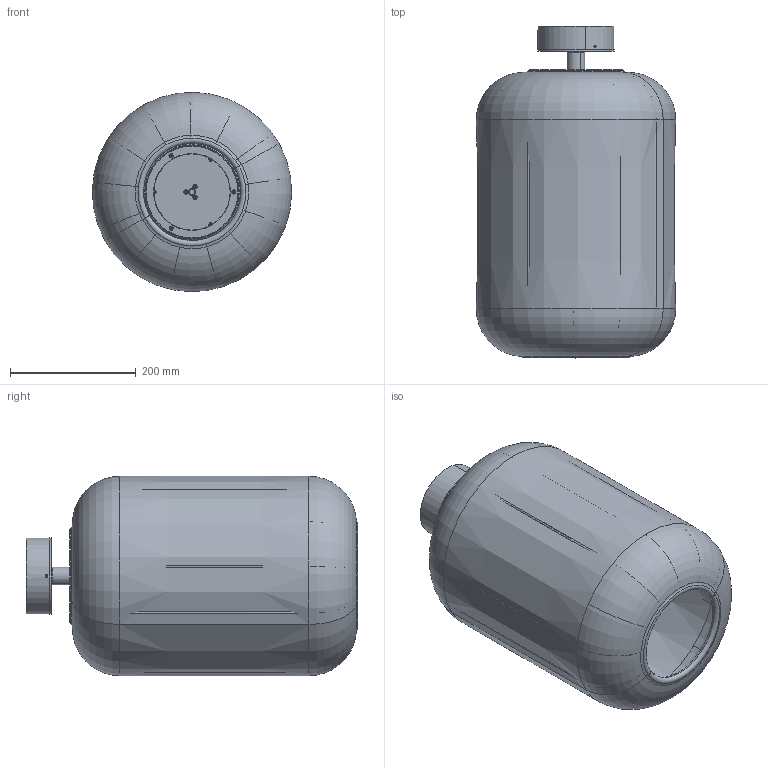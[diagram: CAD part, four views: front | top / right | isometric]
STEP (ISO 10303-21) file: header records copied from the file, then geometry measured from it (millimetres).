
FILE_DESCRIPTION (( 'STEP AP203' ), '1' );
FILE_NAME ('NANS PF-31-2 309031xxyyy.STEP', '2022-01-21T12:03:39', ( '' ), ( '' ), 'SwSTEP 2.0', 'SolidWorks 2019', '' );
FILE_SCHEMA (( 'CONFIG_CONTROL_DESIGN' ));
Length unit declared in the file: millimetre
Products named in the file (16): 000-309-017; D914-46 A2; 000-PANEL PCB LED PLAFON APLIQUE ; D965-310-A2; TORICA 23X2^000-309031xxyyy; 000-essentra 19426; 000-309-068; NANS PF-31-2 309031xxyyy; 000-309-041; 000-338-160; 000-309-026; 000-SUB309-11; D7991-38 A2; 000-D965-312-A2; 000-309-046; 000-309-001
Assembly tree (20 placements, depth 3):
  NANS PF-31-2 309031xxyyy
    000-309-026
    D965-310-A2
    TORICA 23X2^000-309031xxyyy  x2
    000-SUB309-11
      000-338-160
      000-309-068
      D914-46 A2  x3
      000-essentra 19426
    000-D965-312-A2
    000-PANEL PCB LED PLAFON APLIQUE 
      000-309-046
      000-309-041
      000-309-017
      D7991-38 A2  x3
    000-309-001
Bounding box: 316.42 x 526.74 x 316.42 mm (x, y, z)
Volume: 250993 mm3; surface area: 1430734.1 mm2
Topology: 17 solids, 31 shells, 1071 faces, 2499 edges, 1469 vertices
Faces by surface type: torus 289, cylinder 257, plane 244, cone 139, bspline 124, sphere 18
Entity records: 39296 total; most frequent: CARTESIAN_POINT 14937, DIRECTION 4919, ORIENTED_EDGE 4656, EDGE_CURVE 2328, AXIS2_PLACEMENT_3D 2124, VERTEX_POINT 1376, CIRCLE 1219, EDGE_LOOP 1118
